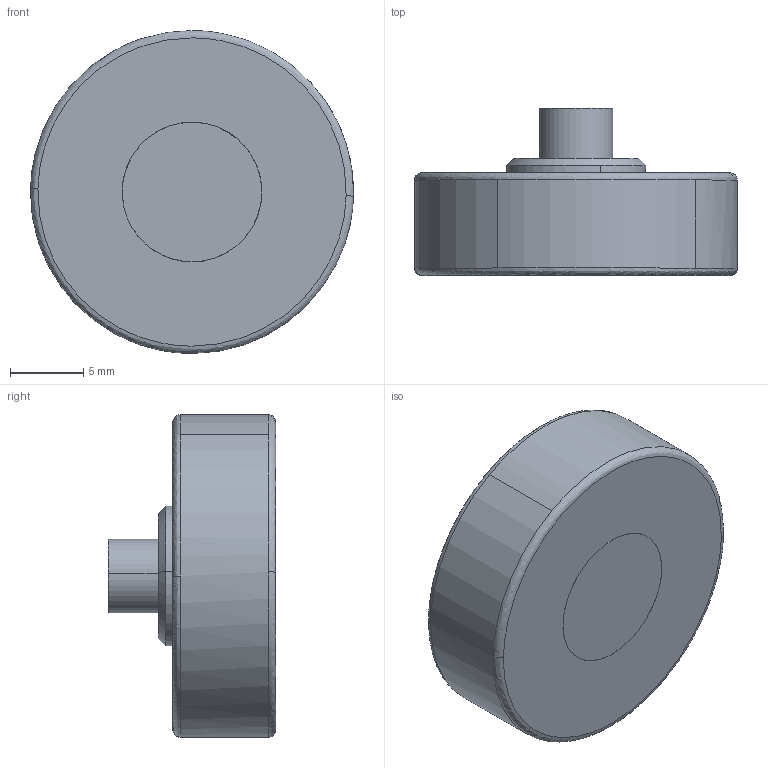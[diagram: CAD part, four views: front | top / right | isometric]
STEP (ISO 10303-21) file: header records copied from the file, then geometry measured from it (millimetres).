
FILE_DESCRIPTION((''),'2;1');
FILE_NAME('','2005-12-15T09:39:52',(''),(''),'','CADfix','');
FILE_SCHEMA(('AUTOMOTIVE_DESIGN'));
Length unit declared in the file: millimetre
Products named in the file (1): roller
Bounding box: 22 x 11.4 x 22 mm (x, y, z)
Volume: 2782.3 mm3; surface area: 1794.6 mm2
Topology: 1 solids, 1 shells, 30 faces, 99 edges, 76 vertices
Faces by surface type: bspline 30
Entity records: 1247 total; most frequent: CARTESIAN_POINT 728, ORIENTED_EDGE 194, EDGE_CURVE 97, VERTEX_POINT 76, EDGE_LOOP 37, FACE_OUTER_BOUND 30, ADVANCED_FACE 30, QUASI_UNIFORM_CURVE 18
